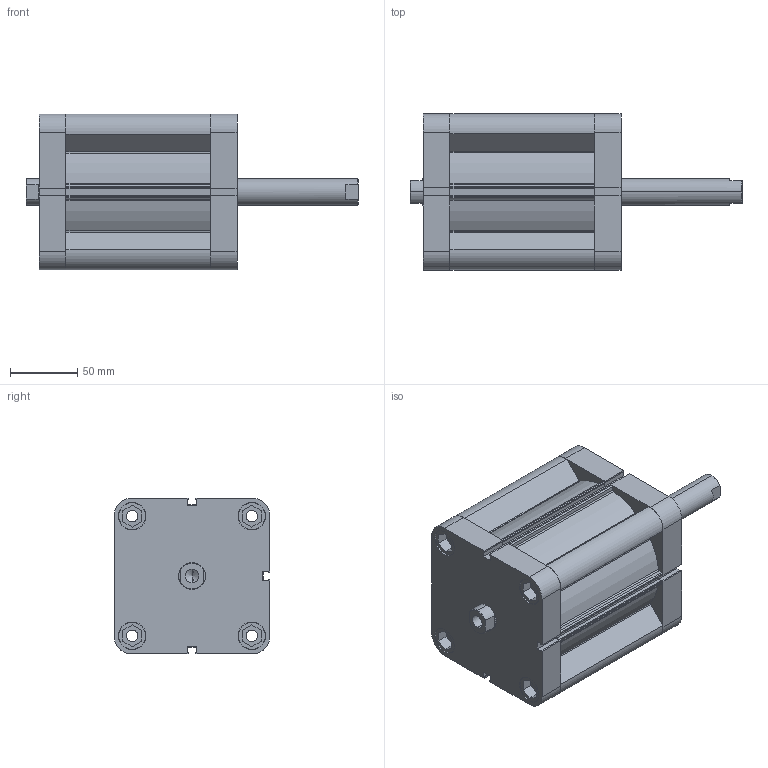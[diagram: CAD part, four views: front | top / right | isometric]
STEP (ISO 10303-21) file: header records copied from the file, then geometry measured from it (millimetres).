
FILE_DESCRIPTION (( 'STEP AP214' ), '1' );
FILE_NAME ('KCD-100-80-CYLINDER.STEP', '2013-07-24T12:46:01', ( '' ), ( '' ), 'SwSTEP 2.0', 'SolidWorks 2010', '' );
FILE_SCHEMA (( 'AUTOMOTIVE_DESIGN' ));
Length unit declared in the file: millimetre
Products named in the file (4): KCD  100  烰 KAPAK; KCD  100  M尳; KCD 100  BORU_Varsayýlan; KCD-100-80-CYLINDER
Assembly tree (4 placements, depth 2):
  KCD-100-80-CYLINDER
    KCD  100  烰 KAPAK  x2
    KCD  100  M尳
    KCD 100  BORU_Varsayýlan
Bounding box: 247 x 116 x 116 mm (x, y, z)
Volume: 1032856.4 mm3; surface area: 246220.1 mm2
Topology: 4 solids, 4 shells, 354 faces, 938 edges, 620 vertices
Faces by surface type: plane 202, cylinder 138, cone 14
Entity records: 8234 total; most frequent: CARTESIAN_POINT 1405, DIRECTION 1398, ORIENTED_EDGE 1344, EDGE_CURVE 672, AXIS2_PLACEMENT_3D 479, VERTEX_POINT 446, LINE 440, VECTOR 440
